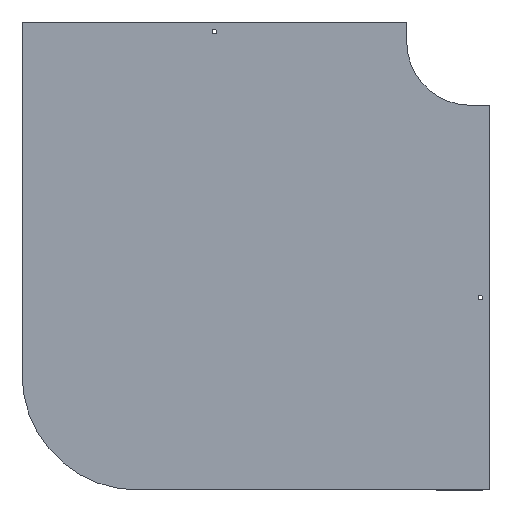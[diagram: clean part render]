
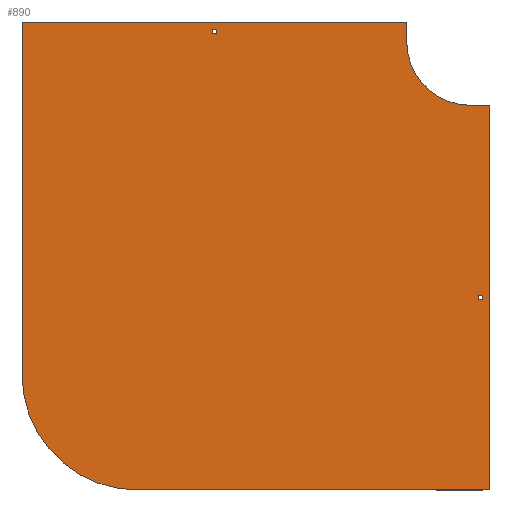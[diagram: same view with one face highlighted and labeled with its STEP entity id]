
A CAD part, front view. The second image highlights one B-rep face of the part: STEP entity #890.
In plain terms, the highlighted planar face has unit normal (0, -1, 0).
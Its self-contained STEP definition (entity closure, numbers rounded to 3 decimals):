
#95 = FACE_OUTER_BOUND ( 'NONE', #1211, .T. ) ;
#102 = FACE_BOUND ( 'NONE', #1214, .T. ) ;
#105 = FACE_BOUND ( 'NONE', #1203, .T. ) ;
#174 = AXIS2_PLACEMENT_3D ( 'NONE', #292, #293, #294 ) ;
#175 = AXIS2_PLACEMENT_3D ( 'NONE', #286, #287, #288 ) ;
#183 = AXIS2_PLACEMENT_3D ( 'NONE', #687, #688, #689 ) ;
#184 = AXIS2_PLACEMENT_3D ( 'NONE', #681, #682, #683 ) ;
#232 = AXIS2_PLACEMENT_3D ( 'NONE', #955, #952, #959 ) ;
#235 = VERTEX_POINT ( 'NONE', #335 ) ;
#276 = DIRECTION ( 'NONE',  ( 1., 0., 0. ) ) ;
#277 = CARTESIAN_POINT ( 'NONE',  ( -120., 0., -730. ) ) ;
#283 = DIRECTION ( 'NONE',  ( -1., 0., 0. ) ) ;
#286 = CARTESIAN_POINT ( 'NONE',  ( -120., 0., -550. ) ) ;
#287 = DIRECTION ( 'NONE',  ( 0., 1., 0. ) ) ;
#288 = DIRECTION ( 'NONE',  ( 0., 0., 1. ) ) ;
#292 = CARTESIAN_POINT ( 'NONE',  ( 400., 0., -30. ) ) ;
#293 = DIRECTION ( 'NONE',  ( 0., -1., 0. ) ) ;
#294 = DIRECTION ( 'NONE',  ( 0., 0., -1. ) ) ;
#313 = DIRECTION ( 'NONE',  ( 0., 0., 1. ) ) ;
#321 = CARTESIAN_POINT ( 'NONE',  ( 430., 0., -730. ) ) ;
#322 = DIRECTION ( 'NONE',  ( 0., 0., -1. ) ) ;
#328 = CARTESIAN_POINT ( 'NONE',  ( -300., 0., 0. ) ) ;
#335 = CARTESIAN_POINT ( 'NONE',  ( 0., 0., -18.5 ) ) ;
#357 = CARTESIAN_POINT ( 'NONE',  ( 415., 0., -433.5 ) ) ;
#420 = CIRCLE ( 'NONE', #184, 3.5 ) ;
#425 = CIRCLE ( 'NONE', #183, 3.5 ) ;
#437 = LINE ( 'NONE', #708, #440 ) ;
#440 = VECTOR ( 'NONE', #694, 1000. ) ;
#449 = LINE ( 'NONE', #714, #456 ) ;
#456 = VECTOR ( 'NONE', #726, 1000. ) ;
#465 = LINE ( 'NONE', #729, #467 ) ;
#467 = VECTOR ( 'NONE', #276, 1000. ) ;
#469 = CIRCLE ( 'NONE', #175, 180. ) ;
#470 = LINE ( 'NONE', #277, #472 ) ;
#472 = VECTOR ( 'NONE', #283, 1000. ) ;
#475 = CIRCLE ( 'NONE', #174, 100. ) ;
#482 = LINE ( 'NONE', #328, #507 ) ;
#497 = LINE ( 'NONE', #321, #500 ) ;
#500 = VECTOR ( 'NONE', #322, 1000. ) ;
#507 = VECTOR ( 'NONE', #313, 1000. ) ;
#508 = VERTEX_POINT ( 'NONE', #357 ) ;
#532 = CARTESIAN_POINT ( 'NONE',  ( 430., 0., -130. ) ) ;
#534 = CARTESIAN_POINT ( 'NONE',  ( 300., 0., 0. ) ) ;
#535 = CARTESIAN_POINT ( 'NONE',  ( -300., 0., 0. ) ) ;
#544 = CARTESIAN_POINT ( 'NONE',  ( 430., 0., -730. ) ) ;
#554 = CARTESIAN_POINT ( 'NONE',  ( -300., 0., -550. ) ) ;
#575 = CARTESIAN_POINT ( 'NONE',  ( 300., 0., -30. ) ) ;
#585 = CARTESIAN_POINT ( 'NONE',  ( 400., 0., -130. ) ) ;
#597 = CARTESIAN_POINT ( 'NONE',  ( -120., 0., -730. ) ) ;
#681 = CARTESIAN_POINT ( 'NONE',  ( 415., 0., -430. ) ) ;
#682 = DIRECTION ( 'NONE',  ( 0., -1., 0. ) ) ;
#683 = DIRECTION ( 'NONE',  ( 0., 0., -1. ) ) ;
#687 = CARTESIAN_POINT ( 'NONE',  ( 0., 0., -15. ) ) ;
#688 = DIRECTION ( 'NONE',  ( 0., -1., 0. ) ) ;
#689 = DIRECTION ( 'NONE',  ( 0., 0., -1. ) ) ;
#694 = DIRECTION ( 'NONE',  ( 0., 0., -1. ) ) ;
#708 = CARTESIAN_POINT ( 'NONE',  ( 300., 0., 0. ) ) ;
#714 = CARTESIAN_POINT ( 'NONE',  ( 430., 0., -130. ) ) ;
#726 = DIRECTION ( 'NONE',  ( 1., 0., 0. ) ) ;
#729 = CARTESIAN_POINT ( 'NONE',  ( -300., 0., 0. ) ) ;
#782 = VERTEX_POINT ( 'NONE', #544 ) ;
#784 = VERTEX_POINT ( 'NONE', #597 ) ;
#793 = VERTEX_POINT ( 'NONE', #532 ) ;
#794 = VERTEX_POINT ( 'NONE', #585 ) ;
#800 = VERTEX_POINT ( 'NONE', #575 ) ;
#808 = VERTEX_POINT ( 'NONE', #535 ) ;
#809 = VERTEX_POINT ( 'NONE', #534 ) ;
#816 = VERTEX_POINT ( 'NONE', #554 ) ;
#890 = ADVANCED_FACE ( 'NONE', ( #102, #105, #95 ), #957, .F. ) ;
#952 = DIRECTION ( 'NONE',  ( 0., 1., 0. ) ) ;
#955 = CARTESIAN_POINT ( 'NONE',  ( -120., 0., -550. ) ) ;
#957 = PLANE ( 'NONE',  #232 ) ;
#959 = DIRECTION ( 'NONE',  ( 0., 0., 1. ) ) ;
#1062 = EDGE_CURVE ( 'NONE', #508, #508, #420, .T. ) ;
#1065 = EDGE_CURVE ( 'NONE', #235, #235, #425, .T. ) ;
#1074 = EDGE_CURVE ( 'NONE', #809, #800, #437, .T. ) ;
#1082 = EDGE_CURVE ( 'NONE', #794, #793, #449, .T. ) ;
#1088 = EDGE_CURVE ( 'NONE', #808, #809, #465, .T. ) ;
#1091 = EDGE_CURVE ( 'NONE', #782, #784, #470, .T. ) ;
#1092 = EDGE_CURVE ( 'NONE', #784, #816, #469, .T. ) ;
#1095 = EDGE_CURVE ( 'NONE', #800, #794, #475, .T. ) ;
#1108 = EDGE_CURVE ( 'NONE', #793, #782, #497, .T. ) ;
#1112 = EDGE_CURVE ( 'NONE', #816, #808, #482, .T. ) ;
#1136 = ORIENTED_EDGE ( 'NONE', *, *, #1062, .F. ) ;
#1137 = ORIENTED_EDGE ( 'NONE', *, *, #1065, .F. ) ;
#1138 = ORIENTED_EDGE ( 'NONE', *, *, #1091, .F. ) ;
#1139 = ORIENTED_EDGE ( 'NONE', *, *, #1108, .F. ) ;
#1140 = ORIENTED_EDGE ( 'NONE', *, *, #1082, .F. ) ;
#1141 = ORIENTED_EDGE ( 'NONE', *, *, #1095, .F. ) ;
#1142 = ORIENTED_EDGE ( 'NONE', *, *, #1074, .F. ) ;
#1143 = ORIENTED_EDGE ( 'NONE', *, *, #1088, .F. ) ;
#1144 = ORIENTED_EDGE ( 'NONE', *, *, #1112, .F. ) ;
#1145 = ORIENTED_EDGE ( 'NONE', *, *, #1092, .F. ) ;
#1203 = EDGE_LOOP ( 'NONE', ( #1137 ) ) ;
#1211 = EDGE_LOOP ( 'NONE', ( #1138, #1139, #1140, #1141, #1142, #1143, #1144, #1145 ) ) ;
#1214 = EDGE_LOOP ( 'NONE', ( #1136 ) ) ;
